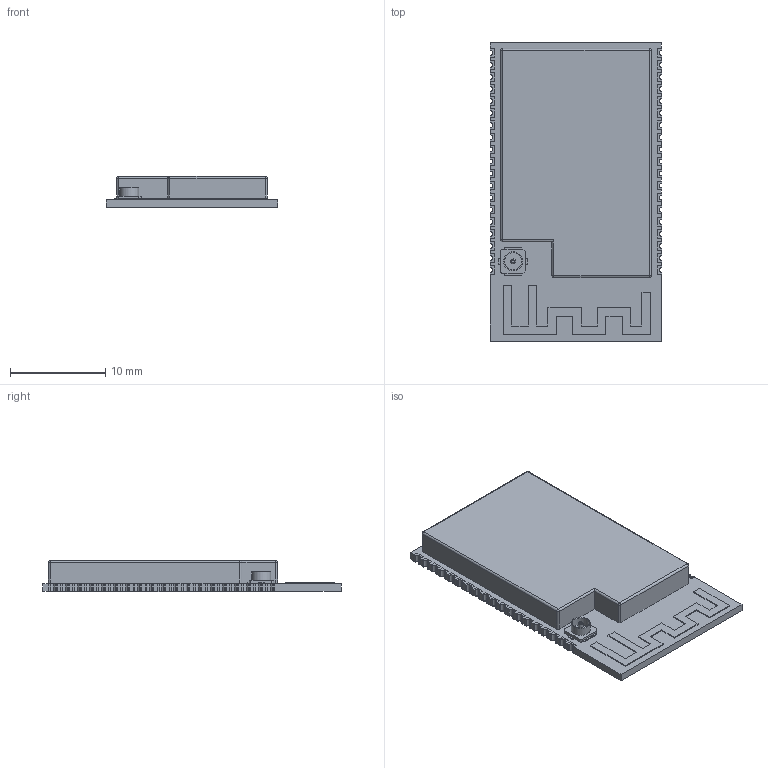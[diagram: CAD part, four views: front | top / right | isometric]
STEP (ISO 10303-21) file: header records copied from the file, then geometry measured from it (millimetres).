
FILE_DESCRIPTION(('FreeCAD Model'),'2;1');
FILE_NAME('ESP32-WROVER(-I).step','2021-02-06T14:23:10',('Author' ),(''),'Open CASCADE STEP processor 7.3','FreeCAD','Unknown');
FILE_SCHEMA(('AUTOMOTIVE_DESIGN { 1 0 10303 214 1 1 1 1 }'));
Length unit declared in the file: millimetre
Products named in the file (42): Body; Pad002; Pad001; Hat; SMT_Coaxial_Socket_50_SMD; Pad053; Pad010; Pad006; Pad008; Pad007; Pad054; Pad005; Pad056; Pad055; Pad059; Pad004; Pad058; Pad003; Pad052; Pad060; Pad062; Pad051; Pad098; Pad079; Pad083; Pad093; Pad063; Pad066; Pad077; Pad069; Pad071; Pad085; Pad073; Pad075; Pad064; Pad081; Pad089; Pad067; Pad087; Pad091 ...
Bounding box: 18.04 x 31.4 x 3.28 mm (x, y, z)
Volume: 1362.1 mm3; surface area: 2341.2 mm2
Topology: 42 solids, 42 shells, 512 faces, 1257 edges, 829 vertices
Faces by surface type: plane 393, cylinder 113, sphere 5, torus 1
Full cylindrical faces by diameter (mm): 0.5 x1, 1.8 x1, 2 x1
Entity records: 32851 total; most frequent: CARTESIAN_POINT 6278, DIRECTION 4813, LINE 3318, VECTOR 3318, ORIENTED_EDGE 2504, PCURVE 2504, DEFINITIONAL_REPRESENTATION 2504, EDGE_CURVE 1252
